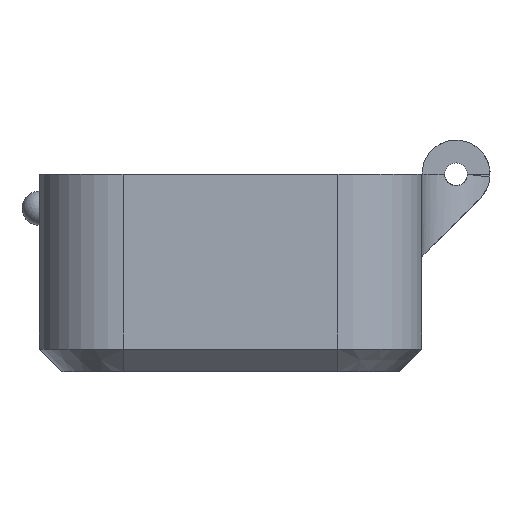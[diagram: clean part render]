
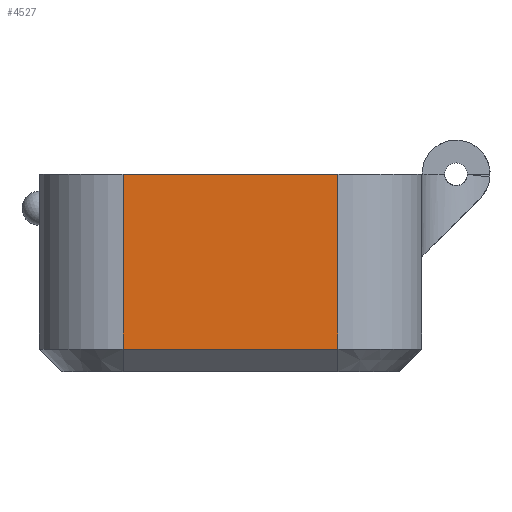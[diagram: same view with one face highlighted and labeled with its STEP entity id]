
A CAD part, left-side view. The second image highlights one B-rep face of the part: STEP entity #4527.
In plain terms, the highlighted planar face has unit normal (-1, 0, 0).
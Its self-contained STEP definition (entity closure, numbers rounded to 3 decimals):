
#85=PLANE('',#4886);
#369=LINE('',#8697,#749);
#373=LINE('',#8712,#753);
#374=LINE('',#8714,#754);
#375=LINE('',#8715,#755);
#749=VECTOR('',#5671,10.);
#753=VECTOR('',#5685,10.);
#754=VECTOR('',#5686,10.);
#755=VECTOR('',#5687,10.);
#1255=FACE_OUTER_BOUND('',#1531,.T.);
#1531=EDGE_LOOP('',(#3533,#3534,#3535,#3536));
#2124=VERTEX_POINT('',#8693);
#2126=VERTEX_POINT('',#8696);
#2132=VERTEX_POINT('',#8711);
#2133=VERTEX_POINT('',#8713);
#2634=EDGE_CURVE('',#2124,#2126,#369,.T.);
#2641=EDGE_CURVE('',#2132,#2124,#373,.T.);
#2642=EDGE_CURVE('',#2133,#2132,#374,.T.);
#2643=EDGE_CURVE('',#2126,#2133,#375,.T.);
#3533=ORIENTED_EDGE('',*,*,#2641,.F.);
#3534=ORIENTED_EDGE('',*,*,#2642,.F.);
#3535=ORIENTED_EDGE('',*,*,#2643,.F.);
#3536=ORIENTED_EDGE('',*,*,#2634,.F.);
#4527=ADVANCED_FACE('',(#1255),#85,.T.);
#4886=AXIS2_PLACEMENT_3D('',#8710,#5683,#5684);
#5671=DIRECTION('',(0.,0.,1.));
#5683=DIRECTION('center_axis',(-1.,0.,0.));
#5684=DIRECTION('ref_axis',(0.,1.,0.));
#5685=DIRECTION('',(0.,1.,0.));
#5686=DIRECTION('',(0.,0.,-1.));
#5687=DIRECTION('',(0.,-1.,0.));
#8693=CARTESIAN_POINT('',(-69.3,78.467,1.872));
#8696=CARTESIAN_POINT('',(-69.3,78.467,17.272));
#8697=CARTESIAN_POINT('',(-69.3,78.467,2.272));
#8710=CARTESIAN_POINT('Origin',(-69.3,59.533,2.272));
#8711=CARTESIAN_POINT('',(-69.3,59.533,1.872));
#8712=CARTESIAN_POINT('',(-69.3,64.267,1.872));
#8713=CARTESIAN_POINT('',(-69.3,59.533,17.272));
#8714=CARTESIAN_POINT('',(-69.3,59.533,2.272));
#8715=CARTESIAN_POINT('',(-69.3,59.533,17.272));
